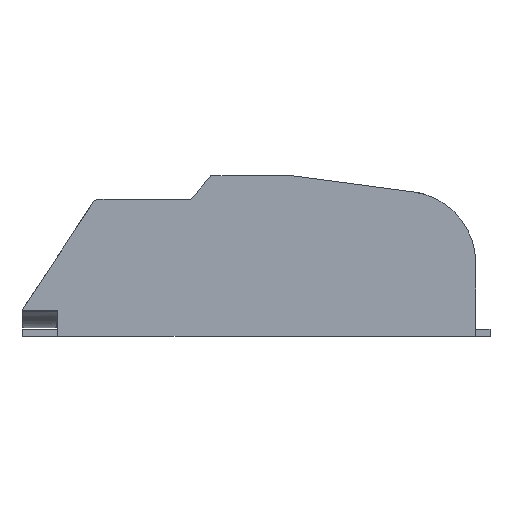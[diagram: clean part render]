
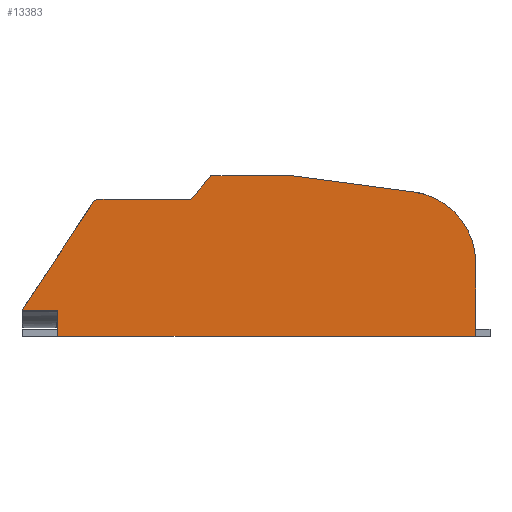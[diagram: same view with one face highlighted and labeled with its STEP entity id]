
A CAD part, front view. The second image highlights one B-rep face of the part: STEP entity #13383.
In plain terms, the highlighted planar face has unit normal (0, -1, 0).
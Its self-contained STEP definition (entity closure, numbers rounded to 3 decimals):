
#374 = LINE ( 'NONE', #12621, #11144 ) ;
#383 = ORIENTED_EDGE ( 'NONE', *, *, #6252, .F. ) ;
#528 = VECTOR ( 'NONE', #19502, 1000. ) ;
#553 = CIRCLE ( 'NONE', #12549, 2. ) ;
#890 = VERTEX_POINT ( 'NONE', #6741 ) ;
#1128 = ORIENTED_EDGE ( 'NONE', *, *, #16547, .F. ) ;
#1474 = EDGE_LOOP ( 'NONE', ( #4138, #5978, #1128, #10947, #16576, #6766, #18867, #11773, #1795, #383, #14080 ) ) ;
#1527 = EDGE_CURVE ( 'NONE', #1670, #4190, #374, .T. ) ;
#1608 = EDGE_CURVE ( 'NONE', #18275, #3823, #17297, .T. ) ;
#1670 = VERTEX_POINT ( 'NONE', #17962 ) ;
#1778 = DIRECTION ( 'NONE',  ( 0., 0., 1. ) ) ;
#1795 = ORIENTED_EDGE ( 'NONE', *, *, #1608, .F. ) ;
#1857 = DIRECTION ( 'NONE',  ( 0., 0., 1. ) ) ;
#2628 = VECTOR ( 'NONE', #19264, 1000. ) ;
#2781 = CARTESIAN_POINT ( 'NONE',  ( 6.15, -5.95, 0. ) ) ;
#3343 = CARTESIAN_POINT ( 'NONE',  ( 4.15, -5.95, 2.06 ) ) ;
#3432 = CARTESIAN_POINT ( 'NONE',  ( -6.55, -5.95, 0.723 ) ) ;
#3823 = VERTEX_POINT ( 'NONE', #15753 ) ;
#4074 = LINE ( 'NONE', #8721, #6750 ) ;
#4138 = ORIENTED_EDGE ( 'NONE', *, *, #1527, .F. ) ;
#4190 = VERTEX_POINT ( 'NONE', #10196 ) ;
#4335 = VERTEX_POINT ( 'NONE', #3432 ) ;
#4515 = CARTESIAN_POINT ( 'NONE',  ( -1.26, -5.95, 4.5 ) ) ;
#5255 = EDGE_CURVE ( 'NONE', #1670, #12328, #7534, .T. ) ;
#5606 = EDGE_CURVE ( 'NONE', #890, #4335, #13002, .T. ) ;
#5710 = PLANE ( 'NONE',  #8476 ) ;
#5794 = LINE ( 'NONE', #14600, #2628 ) ;
#5894 = FACE_OUTER_BOUND ( 'NONE', #1474, .T. ) ;
#5978 = ORIENTED_EDGE ( 'NONE', *, *, #5255, .T. ) ;
#6022 = EDGE_CURVE ( 'NONE', #8579, #19015, #14885, .T. ) ;
#6059 = CARTESIAN_POINT ( 'NONE',  ( 6.15, -5.95, 4.5 ) ) ;
#6128 = VERTEX_POINT ( 'NONE', #11132 ) ;
#6252 = EDGE_CURVE ( 'NONE', #7493, #18275, #4074, .T. ) ;
#6429 = CARTESIAN_POINT ( 'NONE',  ( -6.55, -5.95, 0.723 ) ) ;
#6674 = DIRECTION ( 'NONE',  ( 0., 0., 1. ) ) ;
#6741 = CARTESIAN_POINT ( 'NONE',  ( -5.55, -5.95, 0.723 ) ) ;
#6750 = VECTOR ( 'NONE', #6928, 1000. ) ;
#6766 = ORIENTED_EDGE ( 'NONE', *, *, #9422, .T. ) ;
#6928 = DIRECTION ( 'NONE',  ( 1., 0., 0. ) ) ;
#7246 = CARTESIAN_POINT ( 'NONE',  ( -6.55, -5.95, 4.5 ) ) ;
#7493 = VERTEX_POINT ( 'NONE', #4515 ) ;
#7534 = CIRCLE ( 'NONE', #18320, 0.2 ) ;
#7601 = LINE ( 'NONE', #6429, #12355 ) ;
#7691 = EDGE_CURVE ( 'NONE', #6128, #890, #18589, .T. ) ;
#7730 = DIRECTION ( 'NONE',  ( 0., 0., -1. ) ) ;
#8056 = DIRECTION ( 'NONE',  ( 1., 0., 0. ) ) ;
#8334 = CARTESIAN_POINT ( 'NONE',  ( -5.55, -5.95, 0.723 ) ) ;
#8476 = AXIS2_PLACEMENT_3D ( 'NONE', #7246, #14616, #14714 ) ;
#8579 = VERTEX_POINT ( 'NONE', #17578 ) ;
#8721 = CARTESIAN_POINT ( 'NONE',  ( -6.55, -5.95, 4.5 ) ) ;
#8882 = CARTESIAN_POINT ( 'NONE',  ( -6.55, -5.95, 0. ) ) ;
#9368 = DIRECTION ( 'NONE',  ( 0., -1., 0. ) ) ;
#9422 = EDGE_CURVE ( 'NONE', #6128, #19015, #15125, .T. ) ;
#9455 = CARTESIAN_POINT ( 'NONE',  ( 0.981, -5.95, 4.5 ) ) ;
#9581 = CARTESIAN_POINT ( 'NONE',  ( -4.396, -5.95, 3.635 ) ) ;
#10034 = VECTOR ( 'NONE', #1857, 1000. ) ;
#10196 = CARTESIAN_POINT ( 'NONE',  ( -1.821, -5.95, 3.835 ) ) ;
#10947 = ORIENTED_EDGE ( 'NONE', *, *, #5606, .F. ) ;
#11132 = CARTESIAN_POINT ( 'NONE',  ( -5.55, -5.95, 0. ) ) ;
#11144 = VECTOR ( 'NONE', #8056, 1000. ) ;
#11773 = ORIENTED_EDGE ( 'NONE', *, *, #14107, .T. ) ;
#12240 = CARTESIAN_POINT ( 'NONE',  ( -5.55, -5.95, 0.723 ) ) ;
#12328 = VERTEX_POINT ( 'NONE', #14532 ) ;
#12355 = VECTOR ( 'NONE', #15352, 1000. ) ;
#12549 = AXIS2_PLACEMENT_3D ( 'NONE', #3343, #18309, #1778 ) ;
#12621 = CARTESIAN_POINT ( 'NONE',  ( -4.504, -5.95, 3.835 ) ) ;
#13002 = LINE ( 'NONE', #8334, #14032 ) ;
#13383 = ADVANCED_FACE ( 'NONE', ( #5894 ), #5710, .F. ) ;
#14032 = VECTOR ( 'NONE', #15876, 1000. ) ;
#14080 = ORIENTED_EDGE ( 'NONE', *, *, #18236, .F. ) ;
#14107 = EDGE_CURVE ( 'NONE', #8579, #3823, #553, .T. ) ;
#14532 = CARTESIAN_POINT ( 'NONE',  ( -4.563, -5.95, 3.745 ) ) ;
#14600 = CARTESIAN_POINT ( 'NONE',  ( -1.821, -5.95, 3.835 ) ) ;
#14616 = DIRECTION ( 'NONE',  ( 0., 1., 0. ) ) ;
#14714 = DIRECTION ( 'NONE',  ( 0., 0., 1. ) ) ;
#14885 = LINE ( 'NONE', #6059, #19129 ) ;
#15125 = LINE ( 'NONE', #8882, #528 ) ;
#15352 = DIRECTION ( 'NONE',  ( 0.549, 0., 0.836 ) ) ;
#15753 = CARTESIAN_POINT ( 'NONE',  ( 4.414, -5.95, 4.042 ) ) ;
#15876 = DIRECTION ( 'NONE',  ( -1., 0., 0. ) ) ;
#16380 = CARTESIAN_POINT ( 'NONE',  ( 0.981, -5.95, 4.5 ) ) ;
#16502 = VECTOR ( 'NONE', #17204, 1000. ) ;
#16547 = EDGE_CURVE ( 'NONE', #4335, #12328, #7601, .T. ) ;
#16576 = ORIENTED_EDGE ( 'NONE', *, *, #7691, .F. ) ;
#17204 = DIRECTION ( 'NONE',  ( 0.991, 0., -0.132 ) ) ;
#17297 = LINE ( 'NONE', #9455, #16502 ) ;
#17578 = CARTESIAN_POINT ( 'NONE',  ( 6.15, -5.95, 2.06 ) ) ;
#17962 = CARTESIAN_POINT ( 'NONE',  ( -4.396, -5.95, 3.835 ) ) ;
#18236 = EDGE_CURVE ( 'NONE', #4190, #7493, #5794, .T. ) ;
#18275 = VERTEX_POINT ( 'NONE', #16380 ) ;
#18309 = DIRECTION ( 'NONE',  ( 0., -1., 0. ) ) ;
#18320 = AXIS2_PLACEMENT_3D ( 'NONE', #9581, #9368, #6674 ) ;
#18589 = LINE ( 'NONE', #12240, #10034 ) ;
#18867 = ORIENTED_EDGE ( 'NONE', *, *, #6022, .F. ) ;
#19015 = VERTEX_POINT ( 'NONE', #2781 ) ;
#19129 = VECTOR ( 'NONE', #7730, 1000. ) ;
#19264 = DIRECTION ( 'NONE',  ( 0.645, 0., 0.764 ) ) ;
#19502 = DIRECTION ( 'NONE',  ( 1., 0., 0. ) ) ;
